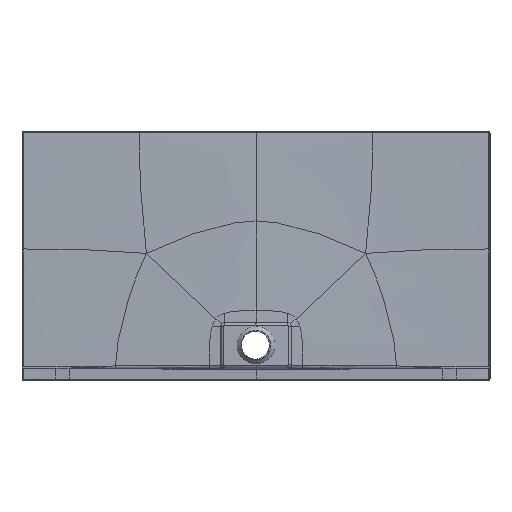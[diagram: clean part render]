
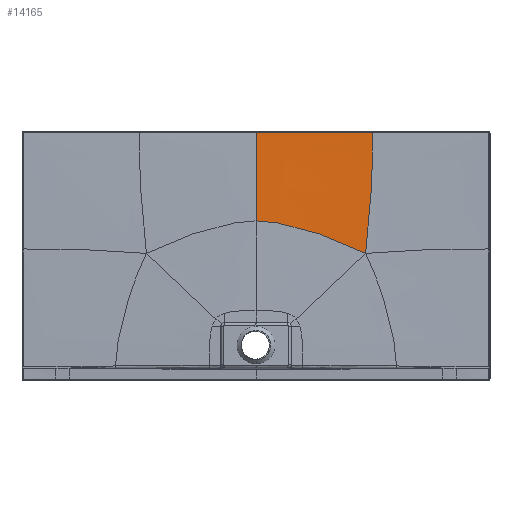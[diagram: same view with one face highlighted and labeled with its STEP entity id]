
A CAD part, front view. The second image highlights one B-rep face of the part: STEP entity #14165.
In plain terms, the highlighted free-form (B-spline) face has degree [3, 3] with [8, 10] control points.
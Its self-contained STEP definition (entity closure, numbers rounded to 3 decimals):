
#3614=CARTESIAN_POINT('',(374.995,-3.053,794.979));
#3637=CARTESIAN_POINT('',(0.002,-3.122,
794.952));
#3638=CARTESIAN_POINT('',(11.581,-3.122,794.952));
#3639=CARTESIAN_POINT('',(36.26,-3.121,794.952));
#3640=CARTESIAN_POINT('',(77.391,-3.118,794.954));
#3641=CARTESIAN_POINT('',(124.012,-3.111,794.956));
#3642=CARTESIAN_POINT('',(176.67,-3.101,794.96));
#3643=CARTESIAN_POINT('',(236.044,-3.087,794.966));
#3644=CARTESIAN_POINT('',(301.803,-3.071,794.972));
#3645=CARTESIAN_POINT('',(349.889,-3.059,794.976));
#3646=CARTESIAN_POINT('',(374.995,-3.053,794.979));
#3648=CARTESIAN_POINT('',(374.995,-3.053,794.979));
#3649=CARTESIAN_POINT('',(374.937,-3.329,768.907));
#3650=CARTESIAN_POINT('',(373.859,-4.,714.248));
#3651=CARTESIAN_POINT('',(371.284,-5.049,639.975));
#3652=CARTESIAN_POINT('',(368.232,-6.013,573.014));
#3653=CARTESIAN_POINT('',(364.91,-6.788,519.708));
#3654=CARTESIAN_POINT('',(360.598,-7.481,473.377));
#3655=CARTESIAN_POINT('',(355.805,-8.065,436.084));
#3656=CARTESIAN_POINT('',(352.921,-8.366,417.556));
#3657=CARTESIAN_POINT('',(351.354,-8.519,408.367));
#3659=DIRECTION('',(0.,-0.024,-1.));
#3660=VECTOR('',#3659,282.461);
#3661=CARTESIAN_POINT('',(0.002,-3.122,
794.952));
#3662=LINE('',#3661,#3660);
#3712=CARTESIAN_POINT('',(0.,-9.899,
512.572));
#3713=CARTESIAN_POINT('',(24.514,-9.899,512.572));
#3714=CARTESIAN_POINT('',(76.454,-9.8,506.642));
#3715=CARTESIAN_POINT('',(161.498,-9.479,484.74));
#3716=CARTESIAN_POINT('',(237.561,-9.163,459.334));
#3717=CARTESIAN_POINT('',(301.652,-8.841,433.13));
#3718=CARTESIAN_POINT('',(334.682,-8.636,417.189));
#3719=CARTESIAN_POINT('',(351.354,-8.519,408.367));
#3767=CARTESIAN_POINT('',(351.354,-8.519,408.367));
#4484=VERTEX_POINT('',#3767);
#4597=VERTEX_POINT('',#3614);
#4619=CARTESIAN_POINT('',(0.,-9.899,
512.572));
#4621=VERTEX_POINT('',#4619);
#4622=CARTESIAN_POINT('',(0.002,-3.122,
794.952));
#4623=VERTEX_POINT('',#4622);
#14075=CARTESIAN_POINT('',(-3.834,-3.034,
798.602));
#14076=CARTESIAN_POINT('',(-3.833,-3.598,
775.133));
#14077=CARTESIAN_POINT('',(-3.765,-4.736,
727.706));
#14078=CARTESIAN_POINT('',(-3.551,-6.161,
668.298));
#14079=CARTESIAN_POINT('',(-3.351,-7.311,
620.378));
#14080=CARTESIAN_POINT('',(-3.206,-8.174,
584.438));
#14081=CARTESIAN_POINT('',(-3.103,-8.893,
554.488));
#14082=CARTESIAN_POINT('',(-3.035,-9.487,
529.7));
#14083=CARTESIAN_POINT('',(-3.008,-9.795,
516.892));
#14084=CARTESIAN_POINT('',(-2.996,-9.958,
510.074));
#14085=CARTESIAN_POINT('',(28.694,-3.034,
798.602));
#14086=CARTESIAN_POINT('',(28.684,-3.599,
775.14));
#14087=CARTESIAN_POINT('',(28.172,-4.738,
727.727));
#14088=CARTESIAN_POINT('',(26.566,-6.166,
668.356));
#14089=CARTESIAN_POINT('',(25.057,-7.316,
620.484));
#14090=CARTESIAN_POINT('',(23.955,-8.179,
584.589));
#14091=CARTESIAN_POINT('',(23.171,-8.898,
554.681));
#14092=CARTESIAN_POINT('',(22.659,-9.492,
529.929));
#14093=CARTESIAN_POINT('',(22.451,-9.799,
517.139));
#14094=CARTESIAN_POINT('',(22.357,-9.963,
510.331));
#14095=CARTESIAN_POINT('',(92.471,-3.033,
798.591));
#14096=CARTESIAN_POINT('',(92.442,-3.578,
774.993));
#14097=CARTESIAN_POINT('',(90.865,-4.679,
727.236));
#14098=CARTESIAN_POINT('',(86.134,-6.068,
667.006));
#14099=CARTESIAN_POINT('',(81.936,-7.201,
618.031));
#14100=CARTESIAN_POINT('',(79.015,-8.059,
581.106));
#14101=CARTESIAN_POINT('',(77.073,-8.782,
550.212));
#14102=CARTESIAN_POINT('',(75.881,-9.385,
524.623));
#14103=CARTESIAN_POINT('',(75.422,-9.698,
511.409));
#14104=CARTESIAN_POINT('',(75.219,-9.865,
504.381));
#14105=CARTESIAN_POINT('',(187.499,-3.029,
798.553));
#14106=CARTESIAN_POINT('',(187.449,-3.498,
774.513));
#14107=CARTESIAN_POINT('',(184.826,-4.461,
725.62));
#14108=CARTESIAN_POINT('',(177.338,-5.725,
662.345));
#14109=CARTESIAN_POINT('',(171.038,-6.806,
609.266));
#14110=CARTESIAN_POINT('',(166.824,-7.655,
568.41));
#14111=CARTESIAN_POINT('',(164.116,-8.396,
533.66));
#14112=CARTESIAN_POINT('',(162.418,-9.031,
504.727));
#14113=CARTESIAN_POINT('',(161.711,-9.365,
489.78));
#14114=CARTESIAN_POINT('',(161.373,-9.544,
481.851));
#14115=CARTESIAN_POINT('',(265.624,-3.024,
798.499));
#14116=CARTESIAN_POINT('',(265.575,-3.414,
773.783));
#14117=CARTESIAN_POINT('',(262.983,-4.248,
723.296));
#14118=CARTESIAN_POINT('',(255.799,-5.414,
656.369));
#14119=CARTESIAN_POINT('',(249.677,-6.454,
598.598));
#14120=CARTESIAN_POINT('',(245.353,-7.293,
553.328));
#14121=CARTESIAN_POINT('',(242.097,-8.044,
514.32));
#14122=CARTESIAN_POINT('',(239.459,-8.697,
481.762));
#14123=CARTESIAN_POINT('',(238.062,-9.044,
464.982));
#14124=CARTESIAN_POINT('',(237.276,-9.231,
456.095));
#14125=CARTESIAN_POINT('',(329.145,-3.02,
798.419));
#14126=CARTESIAN_POINT('',(329.111,-3.347,
772.573));
#14127=CARTESIAN_POINT('',(327.225,-4.089,719.637));
#14128=CARTESIAN_POINT('',(322.204,-5.195,
648.4));
#14129=CARTESIAN_POINT('',(317.543,-6.199,
585.786));
#14130=CARTESIAN_POINT('',(313.678,-7.012,
536.193));
#14131=CARTESIAN_POINT('',(309.838,-7.743,
493.184));
#14132=CARTESIAN_POINT('',(305.935,-8.38,
457.325));
#14133=CARTESIAN_POINT('',(303.569,-8.719,
438.876));
#14134=CARTESIAN_POINT('',(302.209,-8.903,
429.158));
#14135=CARTESIAN_POINT('',(361.417,-3.018,
798.36));
#14136=CARTESIAN_POINT('',(361.394,-3.315,
771.648));
#14137=CARTESIAN_POINT('',(360.058,-4.013,
716.879));
#14138=CARTESIAN_POINT('',(356.683,-5.092,
642.772));
#14139=CARTESIAN_POINT('',(353.13,-6.07,
577.195));
#14140=CARTESIAN_POINT('',(349.64,-6.859,
525.051));
#14141=CARTESIAN_POINT('',(345.478,-7.566,
479.756));
#14142=CARTESIAN_POINT('',(340.82,-8.181,
442.004));
#14143=CARTESIAN_POINT('',(337.941,-8.51,
422.652));
#14144=CARTESIAN_POINT('',(336.225,-8.687,
412.411));
#14145=CARTESIAN_POINT('',(378.063,-3.017,
798.324));
#14146=CARTESIAN_POINT('',(378.047,-3.298,
771.071));
#14147=CARTESIAN_POINT('',(377.023,-3.975,
715.162));
#14148=CARTESIAN_POINT('',(374.576,-5.039,
639.351));
#14149=CARTESIAN_POINT('',(371.636,-6.,
572.081));
#14150=CARTESIAN_POINT('',(368.352,-6.772,
518.514));
#14151=CARTESIAN_POINT('',(364.007,-7.462,
471.95));
#14152=CARTESIAN_POINT('',(358.98,-8.064,
433.182));
#14153=CARTESIAN_POINT('',(355.807,-8.385,
413.283));
#14154=CARTESIAN_POINT('',(353.958,-8.56,
402.805));
#14155=B_SPLINE_SURFACE_WITH_KNOTS('',3,3,((#14075,#14076,#14077,#14078,#14079,
#14080,#14081,#14082,#14083,#14084),(#14085,#14086,#14087,#14088,#14089,#14090,
#14091,#14092,#14093,#14094),(#14095,#14096,#14097,#14098,#14099,#14100,#14101,
#14102,#14103,#14104),(#14105,#14106,#14107,#14108,#14109,#14110,#14111,#14112,
#14113,#14114),(#14115,#14116,#14117,#14118,#14119,#14120,#14121,#14122,#14123,
#14124),(#14125,#14126,#14127,#14128,#14129,#14130,#14131,#14132,#14133,#14134),
(#14135,#14136,#14137,#14138,#14139,#14140,#14141,#14142,#14143,#14144),(#14145,
#14146,#14147,#14148,#14149,#14150,#14151,#14152,#14153,#14154)),.UNSPECIFIED.,
.F.,.F.,.F.,(4,1,1,1,1,4),(4,1,1,1,1,1,1,4),(-0.005,0.125,0.25,
0.375,0.438,0.504),(0.003,0.125,0.25,0.313,
0.375,0.438,0.469,0.504),.UNSPECIFIED.);
#14157=ORIENTED_EDGE('',*,*,#14156,.F.);
#14159=ORIENTED_EDGE('',*,*,#14158,.T.);
#14160=ORIENTED_EDGE('',*,*,#14066,.T.);
#14162=ORIENTED_EDGE('',*,*,#14161,.F.);
#14163=EDGE_LOOP('',(#14157,#14159,#14160,#14162));
#14164=FACE_OUTER_BOUND('',#14163,.F.);
#14165=ADVANCED_FACE('',(#14164),#14155,.F.);
#3647=B_SPLINE_CURVE_WITH_KNOTS('',3,(#3637,#3638,#3639,#3640,#3641,#3642,#3643,
#3644,#3645,#3646),.UNSPECIFIED.,.F.,.F.,(4,1,1,1,1,1,1,4),(0.,
0.143,0.286,0.429,0.571,
0.714,0.857,1.),.UNSPECIFIED.);
#3658=B_SPLINE_CURVE_WITH_KNOTS('',3,(#3648,#3649,#3650,#3651,#3652,#3653,#3654,
#3655,#3656,#3657),.UNSPECIFIED.,.F.,.F.,(4,1,1,1,1,1,1,4),(0.,
0.238,0.492,0.619,0.746,
0.873,0.937,1.),.UNSPECIFIED.);
#3720=B_SPLINE_CURVE_WITH_KNOTS('',3,(#3712,#3713,#3714,#3715,#3716,#3717,#3718,
#3719),.UNSPECIFIED.,.F.,.F.,(4,1,1,1,1,4),(0.,0.25,0.5,0.75,0.875,
1.),.UNSPECIFIED.);
#14066=EDGE_CURVE('',#4597,#4484,#3658,.T.);
#14156=EDGE_CURVE('',#4623,#4621,#3662,.T.);
#14158=EDGE_CURVE('',#4623,#4597,#3647,.T.);
#14161=EDGE_CURVE('',#4621,#4484,#3720,.T.);
